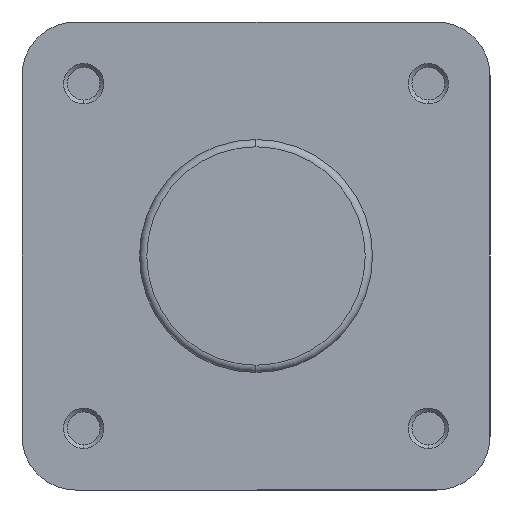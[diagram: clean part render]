
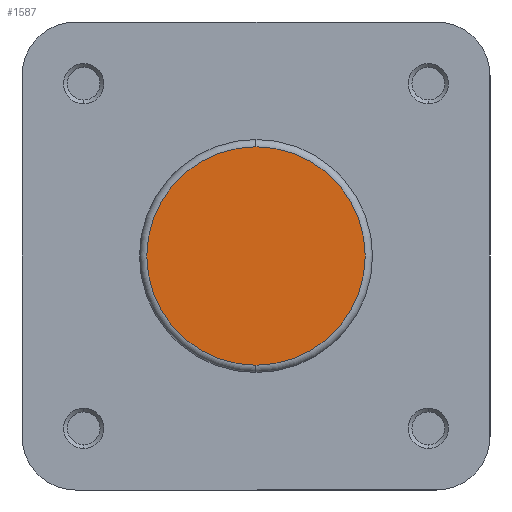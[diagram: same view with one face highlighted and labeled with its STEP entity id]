
A CAD part, left-side view. The second image highlights one B-rep face of the part: STEP entity #1587.
In plain terms, the highlighted planar face has unit normal (-1, 0, 0).
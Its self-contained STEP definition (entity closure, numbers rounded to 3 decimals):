
#100 = CARTESIAN_POINT ( 'NONE',  ( 0., 0., 0. ) ) ;
#101 = DIRECTION ( 'NONE',  ( -1., 0., 0. ) ) ;
#102 = DIRECTION ( 'NONE',  ( 0., 0., -1. ) ) ;
#1065 = FACE_OUTER_BOUND ( 'NONE', #1456, .T. ) ;
#1456 = EDGE_LOOP ( 'NONE', ( #2263, #2262 ) ) ;
#1587 = ADVANCED_FACE ( 'NONE', ( #1065 ), #3668, .F. ) ;
#1644 = AXIS2_PLACEMENT_3D ( 'NONE', #3667, #3670, #3671 ) ;
#1765 = AXIS2_PLACEMENT_3D ( 'NONE', #4222, #4223, #4224 ) ;
#1784 = AXIS2_PLACEMENT_3D ( 'NONE', #100, #101, #102 ) ;
#2262 = ORIENTED_EDGE ( 'NONE', *, *, #4347, .T. ) ;
#2263 = ORIENTED_EDGE ( 'NONE', *, *, #4391, .T. ) ;
#3153 = VERTEX_POINT ( 'NONE', #4138 ) ;
#3155 = VERTEX_POINT ( 'NONE', #4140 ) ;
#3667 = CARTESIAN_POINT ( 'NONE',  ( 0., 23.9, 0. ) ) ;
#3668 = PLANE ( 'NONE',  #1644 ) ;
#3670 = DIRECTION ( 'NONE',  ( 1., 0., 0. ) ) ;
#3671 = DIRECTION ( 'NONE',  ( 0., 0., -1. ) ) ;
#4138 = CARTESIAN_POINT ( 'NONE',  ( 0., 0., 22.4 ) ) ;
#4140 = CARTESIAN_POINT ( 'NONE',  ( 0., 0., -22.4 ) ) ;
#4222 = CARTESIAN_POINT ( 'NONE',  ( 0., 0., 0. ) ) ;
#4223 = DIRECTION ( 'NONE',  ( -1., 0., 0. ) ) ;
#4224 = DIRECTION ( 'NONE',  ( 0., 0., -1. ) ) ;
#4347 = EDGE_CURVE ( 'NONE', #3153, #3155, #4723, .T. ) ;
#4391 = EDGE_CURVE ( 'NONE', #3155, #3153, #4787, .T. ) ;
#4723 = CIRCLE ( 'NONE', #1765, 22.4 ) ;
#4787 = CIRCLE ( 'NONE', #1784, 22.4 ) ;
